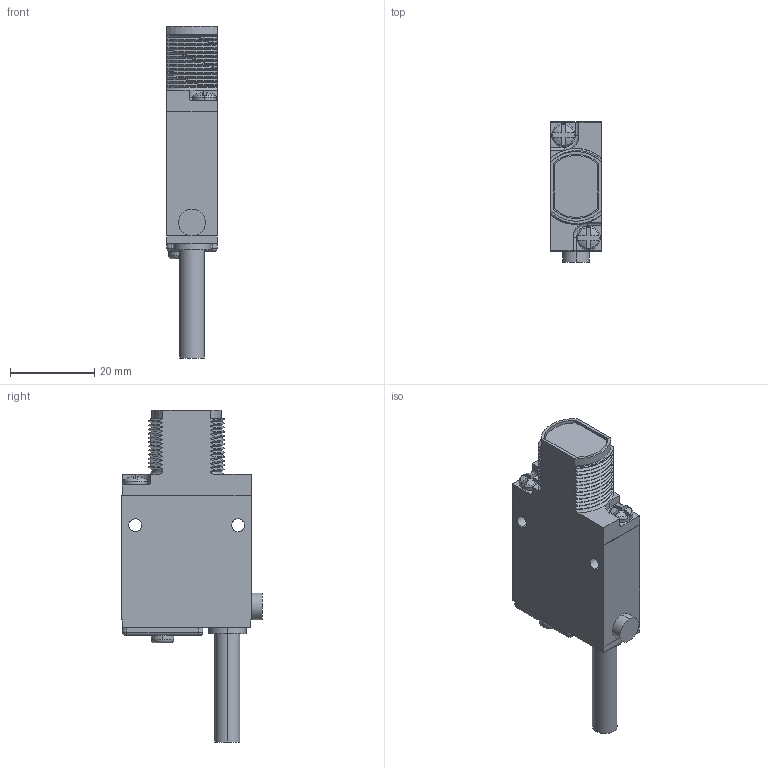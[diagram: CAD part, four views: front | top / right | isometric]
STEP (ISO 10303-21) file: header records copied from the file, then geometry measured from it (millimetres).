
FILE_DESCRIPTION((''),'2;1');
FILE_NAME('154445_SW','2011-01-10T',('banengservice'),('BANNER ENGINEERING'),'PRO/ENGINEER BY PARAMETRIC TECHNOLOGY CORPORATION, 2009141','PRO/ENGINEER BY PARAMETRIC TECHNOLOGY CORPORATION, 2009141','');
FILE_SCHEMA(('CONFIG_CONTROL_DESIGN'));
Length unit declared in the file: inch
Products named in the file (1): 154445_SW
Bounding box: 12.09 x 33.27 x 78.73 mm (x, y, z)
Volume: 7686.7 mm3; surface area: 13127.9 mm2
Topology: 1 solids, 3 shells, 673 faces, 1818 edges, 1165 vertices
Faces by surface type: plane 325, cylinder 208, bspline 95, torus 27, cone 10, sphere 8
Entity records: 26056 total; most frequent: CARTESIAN_POINT 9545, ORIENTED_EDGE 3636, DIRECTION 3149, EDGE_CURVE 1818, VERTEX_POINT 1165, VECTOR 1057, LINE 1057, AXIS2_PLACEMENT_3D 1046
